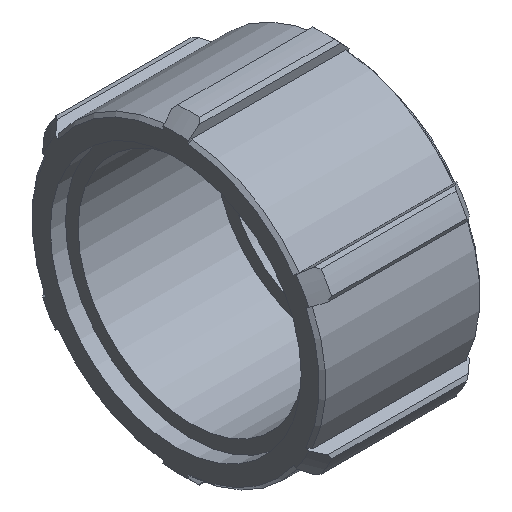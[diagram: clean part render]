
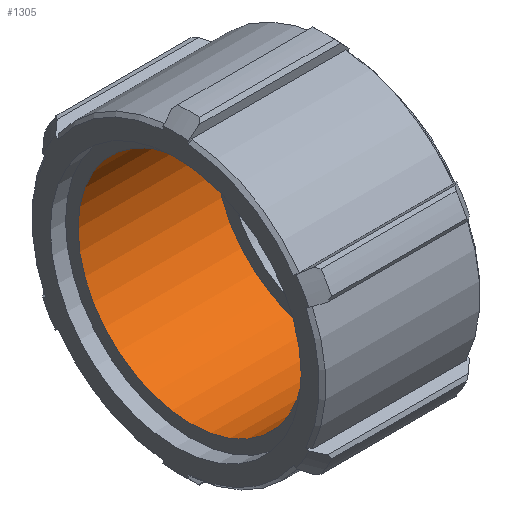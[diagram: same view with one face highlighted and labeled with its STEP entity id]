
A CAD part, isometric view. The second image highlights one B-rep face of the part: STEP entity #1305.
In plain terms, the highlighted cylindrical face has radius 25.965 mm (diameter 51.93 mm), a full revolution.
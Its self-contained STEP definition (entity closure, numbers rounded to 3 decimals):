
#77=CYLINDRICAL_SURFACE('',#1432,25.965);
#331=FACE_BOUND('',#479,.T.);
#401=FACE_OUTER_BOUND('',#478,.T.);
#478=EDGE_LOOP('',(#1231));
#479=EDGE_LOOP('',(#1232));
#538=CIRCLE('',#1431,25.965);
#539=CIRCLE('',#1433,25.965);
#667=VERTEX_POINT('',#2229);
#668=VERTEX_POINT('',#2232);
#856=EDGE_CURVE('',#667,#667,#538,.T.);
#857=EDGE_CURVE('',#668,#668,#539,.T.);
#1231=ORIENTED_EDGE('',*,*,#857,.F.);
#1232=ORIENTED_EDGE('',*,*,#856,.T.);
#1305=ADVANCED_FACE('',(#401,#331),#77,.F.);
#1431=AXIS2_PLACEMENT_3D('',#2230,#1789,#1790);
#1432=AXIS2_PLACEMENT_3D('',#2231,#1791,#1792);
#1433=AXIS2_PLACEMENT_3D('',#2233,#1793,#1794);
#1789=DIRECTION('center_axis',(1.,0.,0.));
#1790=DIRECTION('ref_axis',(0.,0.,-1.));
#1791=DIRECTION('center_axis',(1.,0.,0.));
#1792=DIRECTION('ref_axis',(0.,1.,0.));
#1793=DIRECTION('center_axis',(1.,0.,0.));
#1794=DIRECTION('ref_axis',(0.,0.,-1.));
#2229=CARTESIAN_POINT('',(35.,25.965,0.));
#2230=CARTESIAN_POINT('Origin',(35.,0.,0.));
#2231=CARTESIAN_POINT('Origin',(19.25,0.,0.));
#2232=CARTESIAN_POINT('',(3.5,25.965,0.));
#2233=CARTESIAN_POINT('Origin',(3.5,0.,0.));
